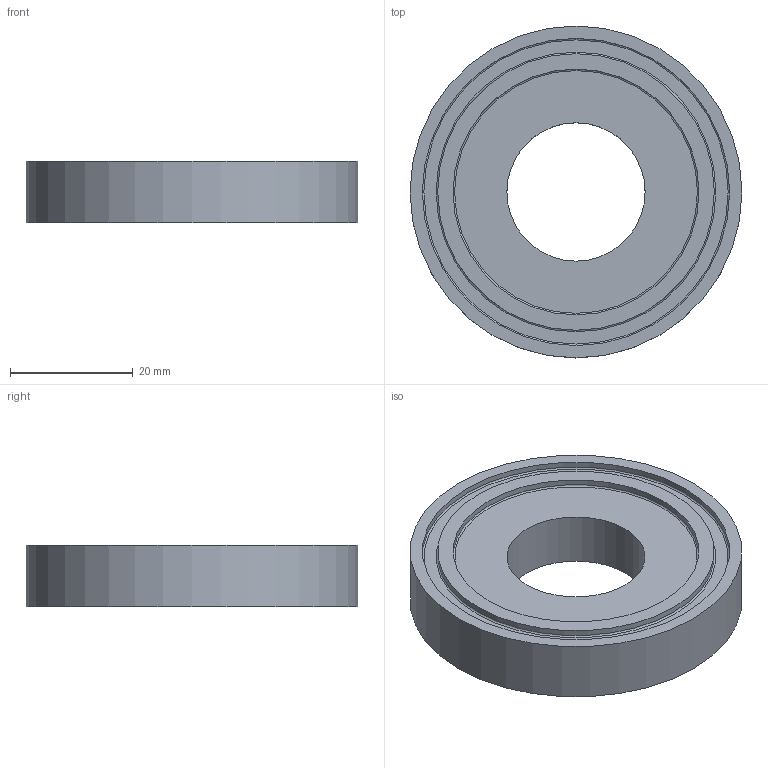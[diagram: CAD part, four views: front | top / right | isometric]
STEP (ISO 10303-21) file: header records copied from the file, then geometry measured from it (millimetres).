
FILE_DESCRIPTION(/* description */ (''),/* implementation_level */ '2;1');
FILE_NAME(/* name */ 'LED_heatsink_to_sea1.1.16.step',/* time_stamp */ '2022-06-28T11:42:14-04:00',/* author */ (''),/* organization */ (''),/* preprocessor_version */ 'ST-DEVELOPER v19',/* originating_system */ 'Autodesk Translation Framework v11.7.0.108',/* authorisation */ '');
FILE_SCHEMA (('AUTOMOTIVE_DESIGN { 1 0 10303 214 3 1 1 }'));
Length unit declared in the file: millimetre
Products named in the file (1): LED_heatsink_to_sea
Bounding box: 54 x 54 x 10 mm (x, y, z)
Volume: 17424.8 mm3; surface area: 6620.4 mm2
Topology: 1 solids, 1 shells, 17 faces, 34 edges, 22 vertices
Faces by surface type: cylinder 7, plane 5, torus 3, cone 2
Full cylindrical faces by diameter (mm): 2.075 x2, 22.5 x1, 40 x1, 45 x1, 50 x1, 54 x1
Entity records: 489 total; most frequent: DIRECTION 91, CARTESIAN_POINT 72, ORIENTED_EDGE 64, AXIS2_PLACEMENT_3D 41, EDGE_CURVE 32, EDGE_LOOP 24, CIRCLE 23, VERTEX_POINT 22
